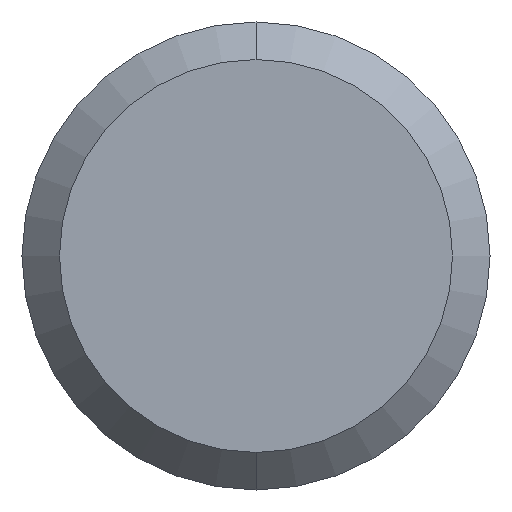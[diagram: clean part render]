
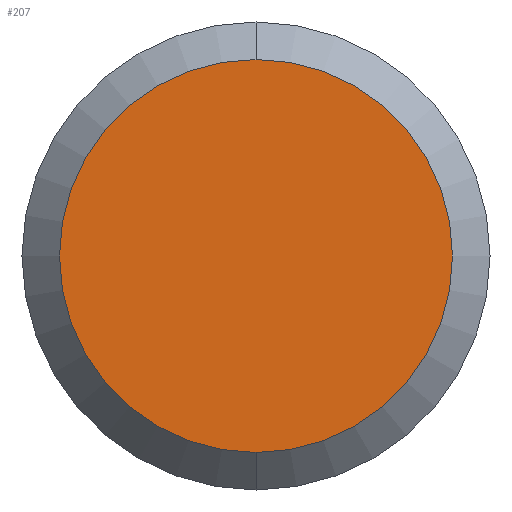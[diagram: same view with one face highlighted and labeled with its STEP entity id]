
A CAD part, front view. The second image highlights one B-rep face of the part: STEP entity #207.
In plain terms, the highlighted planar face has unit normal (0, -1, 0).
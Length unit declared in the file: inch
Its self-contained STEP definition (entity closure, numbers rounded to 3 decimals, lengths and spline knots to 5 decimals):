
#12 = VERTEX_POINT ( 'NONE', #276 ) ;
#37 = DIRECTION ( 'NONE',  ( 0., -1., 0. ) ) ;
#56 = ORIENTED_EDGE ( 'NONE', *, *, #215, .T. ) ;
#75 = DIRECTION ( 'NONE',  ( 0., 0., 1. ) ) ;
#86 = CIRCLE ( 'NONE', #139, 0.10485 ) ;
#92 = FACE_OUTER_BOUND ( 'NONE', #136, .T. ) ;
#109 = AXIS2_PLACEMENT_3D ( 'NONE', #248, #204, #163 ) ;
#113 = VERTEX_POINT ( 'NONE', #127 ) ;
#115 = AXIS2_PLACEMENT_3D ( 'NONE', #209, #134, #230 ) ;
#127 = CARTESIAN_POINT ( 'NONE',  ( 0., 0., -0.10485 ) ) ;
#129 = PLANE ( 'NONE',  #115 ) ;
#134 = DIRECTION ( 'NONE',  ( 0., 1., 0. ) ) ;
#136 = EDGE_LOOP ( 'NONE', ( #264, #56 ) ) ;
#139 = AXIS2_PLACEMENT_3D ( 'NONE', #256, #37, #75 ) ;
#163 = DIRECTION ( 'NONE',  ( 0., 0., 1. ) ) ;
#169 = EDGE_CURVE ( 'NONE', #12, #113, #86, .T. ) ;
#191 = CIRCLE ( 'NONE', #109, 0.10485 ) ;
#204 = DIRECTION ( 'NONE',  ( 0., -1., 0. ) ) ;
#207 = ADVANCED_FACE ( 'NONE', ( #92 ), #129, .F. ) ;
#209 = CARTESIAN_POINT ( 'NONE',  ( 0., 0., 0. ) ) ;
#215 = EDGE_CURVE ( 'NONE', #113, #12, #191, .T. ) ;
#230 = DIRECTION ( 'NONE',  ( 0., 0., 1. ) ) ;
#248 = CARTESIAN_POINT ( 'NONE',  ( 0., 0., 0. ) ) ;
#256 = CARTESIAN_POINT ( 'NONE',  ( 0., 0., 0. ) ) ;
#264 = ORIENTED_EDGE ( 'NONE', *, *, #169, .T. ) ;
#276 = CARTESIAN_POINT ( 'NONE',  ( 0., 0., 0.10485 ) ) ;
